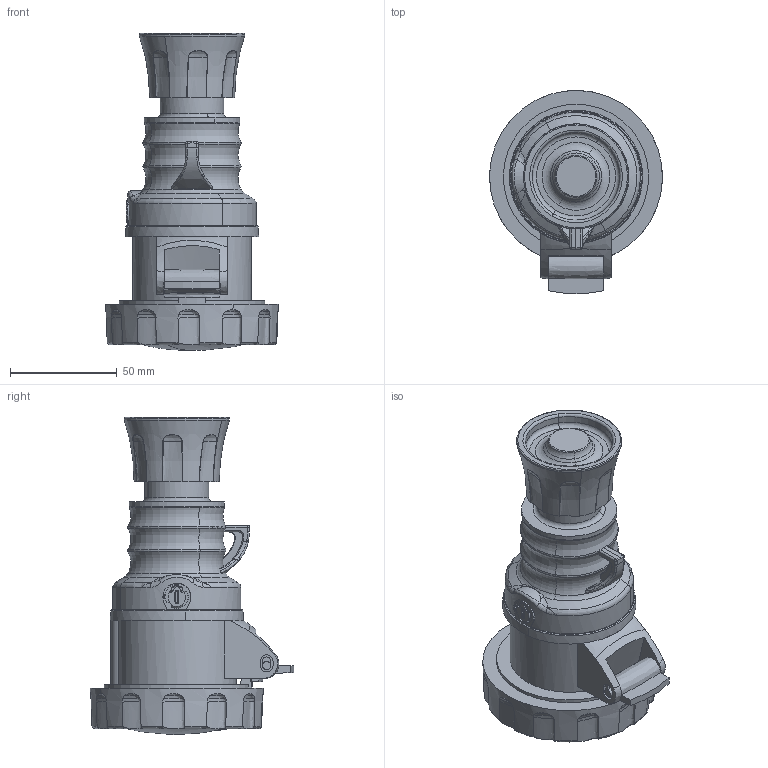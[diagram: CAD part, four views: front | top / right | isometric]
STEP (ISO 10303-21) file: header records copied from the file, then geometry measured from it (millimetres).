
FILE_DESCRIPTION((''),'2;1');
FILE_NAME('GW62030H_SW0002','2020-09-07T10:53:14',('User'),('Technoprobe spa'),'CREO PARAMETRIC BY PTC INC, 2020074','CREO PARAMETRIC BY PTC INC, 2020074','');
FILE_SCHEMA(('CONFIG_CONTROL_DESIGN'));
Length unit declared in the file: millimetre
Products named in the file (1): GW62030H_SW0002
Bounding box: 80.87 x 95.06 x 148.27 mm (x, y, z)
Volume: 341434.4 mm3; surface area: 42312.6 mm2
Topology: 1 solids, 1 shells, 420 faces, 1202 edges, 782 vertices
Faces by surface type: bspline 143, plane 107, torus 69, cylinder 56, cone 43, sphere 2
Entity records: 22139 total; most frequent: CARTESIAN_POINT 12457, ORIENTED_EDGE 2392, DIRECTION 1480, EDGE_CURVE 1196, VERTEX_POINT 782, AXIS2_PLACEMENT_3D 596, B_SPLINE_CURVE_WITH_KNOTS 589, EDGE_LOOP 440
